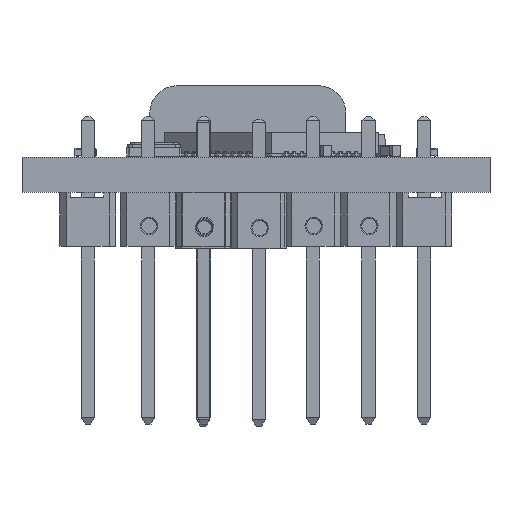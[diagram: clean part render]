
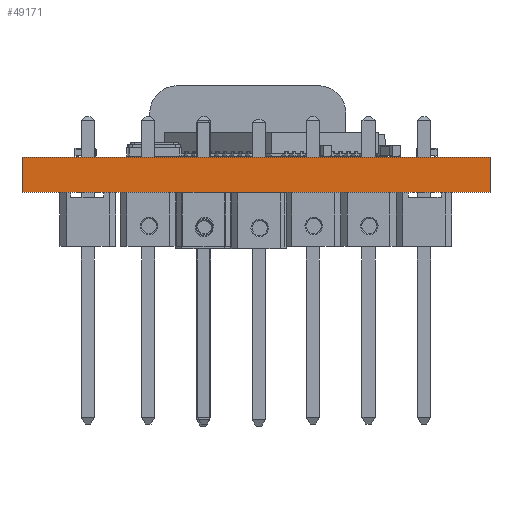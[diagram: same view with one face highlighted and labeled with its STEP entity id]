
A CAD part, front view. The second image highlights one B-rep face of the part: STEP entity #49171.
In plain terms, the highlighted planar face has unit normal (0, -1, 0).
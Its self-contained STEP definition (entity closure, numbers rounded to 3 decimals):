
#46262 = PLANE('',#46263);
#46263 = AXIS2_PLACEMENT_3D('',#46264,#46265,#46266);
#46264 = CARTESIAN_POINT('',(40.67,-57.35,0.));
#46265 = DIRECTION('',(-1.,0.,0.));
#46266 = DIRECTION('',(0.,1.,0.));
#46290 = PLANE('',#46291);
#46291 = AXIS2_PLACEMENT_3D('',#46292,#46293,#46294);
#46292 = CARTESIAN_POINT('',(30.005,-40.42,1.6));
#46293 = DIRECTION('',(0.,0.,1.));
#46294 = DIRECTION('',(1.,0.,-0.));
#46318 = PLANE('',#46319);
#46319 = AXIS2_PLACEMENT_3D('',#46320,#46321,#46322);
#46320 = CARTESIAN_POINT('',(19.34,-23.49,0.));
#46321 = DIRECTION('',(1.,0.,-0.));
#46322 = DIRECTION('',(0.,-1.,0.));
#46344 = PLANE('',#46345);
#46345 = AXIS2_PLACEMENT_3D('',#46346,#46347,#46348);
#46346 = CARTESIAN_POINT('',(30.005,-40.42,0.));
#46347 = DIRECTION('',(0.,0.,1.));
#46348 = DIRECTION('',(1.,0.,-0.));
#46359 = EDGE_CURVE('',#46360,#46362,#46364,.T.);
#46360 = VERTEX_POINT('',#46361);
#46361 = CARTESIAN_POINT('',(40.67,-57.35,0.));
#46362 = VERTEX_POINT('',#46363);
#46363 = CARTESIAN_POINT('',(40.67,-57.35,1.6));
#46364 = SURFACE_CURVE('',#46365,(#46369,#46376),.PCURVE_S1.);
#46365 = LINE('',#46366,#46367);
#46366 = CARTESIAN_POINT('',(40.67,-57.35,0.));
#46367 = VECTOR('',#46368,1.);
#46368 = DIRECTION('',(0.,0.,1.));
#46369 = PCURVE('',#46262,#46370);
#46370 = DEFINITIONAL_REPRESENTATION('',(#46371),#46375);
#46371 = LINE('',#46372,#46373);
#46372 = CARTESIAN_POINT('',(0.,0.));
#46373 = VECTOR('',#46374,1.);
#46374 = DIRECTION('',(0.,-1.));
#46375 = ( GEOMETRIC_REPRESENTATION_CONTEXT(2) 
PARAMETRIC_REPRESENTATION_CONTEXT() REPRESENTATION_CONTEXT('2D SPACE',''
  ) );
#46376 = PCURVE('',#46377,#46382);
#46377 = PLANE('',#46378);
#46378 = AXIS2_PLACEMENT_3D('',#46379,#46380,#46381);
#46379 = CARTESIAN_POINT('',(19.34,-57.35,0.));
#46380 = DIRECTION('',(0.,1.,0.));
#46381 = DIRECTION('',(1.,0.,0.));
#46382 = DEFINITIONAL_REPRESENTATION('',(#46383),#46387);
#46383 = LINE('',#46384,#46385);
#46384 = CARTESIAN_POINT('',(21.33,0.));
#46385 = VECTOR('',#46386,1.);
#46386 = DIRECTION('',(0.,-1.));
#46387 = ( GEOMETRIC_REPRESENTATION_CONTEXT(2) 
PARAMETRIC_REPRESENTATION_CONTEXT() REPRESENTATION_CONTEXT('2D SPACE',''
  ) );
#46437 = VERTEX_POINT('',#46438);
#46438 = CARTESIAN_POINT('',(19.34,-57.35,1.6));
#46459 = EDGE_CURVE('',#46460,#46437,#46462,.T.);
#46460 = VERTEX_POINT('',#46461);
#46461 = CARTESIAN_POINT('',(19.34,-57.35,0.));
#46462 = SURFACE_CURVE('',#46463,(#46467,#46474),.PCURVE_S1.);
#46463 = LINE('',#46464,#46465);
#46464 = CARTESIAN_POINT('',(19.34,-57.35,0.));
#46465 = VECTOR('',#46466,1.);
#46466 = DIRECTION('',(0.,0.,1.));
#46467 = PCURVE('',#46318,#46468);
#46468 = DEFINITIONAL_REPRESENTATION('',(#46469),#46473);
#46469 = LINE('',#46470,#46471);
#46470 = CARTESIAN_POINT('',(33.86,0.));
#46471 = VECTOR('',#46472,1.);
#46472 = DIRECTION('',(0.,-1.));
#46473 = ( GEOMETRIC_REPRESENTATION_CONTEXT(2) 
PARAMETRIC_REPRESENTATION_CONTEXT() REPRESENTATION_CONTEXT('2D SPACE',''
  ) );
#46474 = PCURVE('',#46377,#46475);
#46475 = DEFINITIONAL_REPRESENTATION('',(#46476),#46480);
#46476 = LINE('',#46477,#46478);
#46477 = CARTESIAN_POINT('',(0.,0.));
#46478 = VECTOR('',#46479,1.);
#46479 = DIRECTION('',(0.,-1.));
#46480 = ( GEOMETRIC_REPRESENTATION_CONTEXT(2) 
PARAMETRIC_REPRESENTATION_CONTEXT() REPRESENTATION_CONTEXT('2D SPACE',''
  ) );
#46508 = EDGE_CURVE('',#46460,#46360,#46509,.T.);
#46509 = SURFACE_CURVE('',#46510,(#46514,#46521),.PCURVE_S1.);
#46510 = LINE('',#46511,#46512);
#46511 = CARTESIAN_POINT('',(19.34,-57.35,0.));
#46512 = VECTOR('',#46513,1.);
#46513 = DIRECTION('',(1.,0.,0.));
#46514 = PCURVE('',#46344,#46515);
#46515 = DEFINITIONAL_REPRESENTATION('',(#46516),#46520);
#46516 = LINE('',#46517,#46518);
#46517 = CARTESIAN_POINT('',(-10.665,-16.93));
#46518 = VECTOR('',#46519,1.);
#46519 = DIRECTION('',(1.,0.));
#46520 = ( GEOMETRIC_REPRESENTATION_CONTEXT(2) 
PARAMETRIC_REPRESENTATION_CONTEXT() REPRESENTATION_CONTEXT('2D SPACE',''
  ) );
#46521 = PCURVE('',#46377,#46522);
#46522 = DEFINITIONAL_REPRESENTATION('',(#46523),#46527);
#46523 = LINE('',#46524,#46525);
#46524 = CARTESIAN_POINT('',(0.,0.));
#46525 = VECTOR('',#46526,1.);
#46526 = DIRECTION('',(1.,0.));
#46527 = ( GEOMETRIC_REPRESENTATION_CONTEXT(2) 
PARAMETRIC_REPRESENTATION_CONTEXT() REPRESENTATION_CONTEXT('2D SPACE',''
  ) );
#47960 = EDGE_CURVE('',#46437,#46362,#47961,.T.);
#47961 = SURFACE_CURVE('',#47962,(#47966,#47973),.PCURVE_S1.);
#47962 = LINE('',#47963,#47964);
#47963 = CARTESIAN_POINT('',(19.34,-57.35,1.6));
#47964 = VECTOR('',#47965,1.);
#47965 = DIRECTION('',(1.,0.,0.));
#47966 = PCURVE('',#46290,#47967);
#47967 = DEFINITIONAL_REPRESENTATION('',(#47968),#47972);
#47968 = LINE('',#47969,#47970);
#47969 = CARTESIAN_POINT('',(-10.665,-16.93));
#47970 = VECTOR('',#47971,1.);
#47971 = DIRECTION('',(1.,0.));
#47972 = ( GEOMETRIC_REPRESENTATION_CONTEXT(2) 
PARAMETRIC_REPRESENTATION_CONTEXT() REPRESENTATION_CONTEXT('2D SPACE',''
  ) );
#47973 = PCURVE('',#46377,#47974);
#47974 = DEFINITIONAL_REPRESENTATION('',(#47975),#47979);
#47975 = LINE('',#47976,#47977);
#47976 = CARTESIAN_POINT('',(0.,-1.6));
#47977 = VECTOR('',#47978,1.);
#47978 = DIRECTION('',(1.,0.));
#47979 = ( GEOMETRIC_REPRESENTATION_CONTEXT(2) 
PARAMETRIC_REPRESENTATION_CONTEXT() REPRESENTATION_CONTEXT('2D SPACE',''
  ) );
#49171 = ADVANCED_FACE('',(#49172),#46377,.F.);
#49172 = FACE_BOUND('',#49173,.F.);
#49173 = EDGE_LOOP('',(#49174,#49175,#49176,#49177));
#49174 = ORIENTED_EDGE('',*,*,#46459,.T.);
#49175 = ORIENTED_EDGE('',*,*,#47960,.T.);
#49176 = ORIENTED_EDGE('',*,*,#46359,.F.);
#49177 = ORIENTED_EDGE('',*,*,#46508,.F.);
